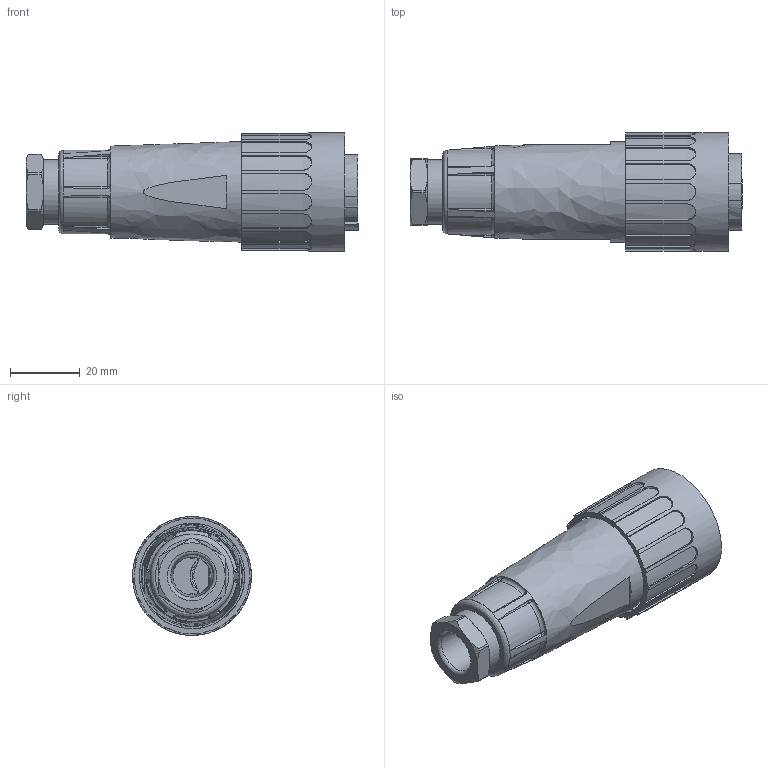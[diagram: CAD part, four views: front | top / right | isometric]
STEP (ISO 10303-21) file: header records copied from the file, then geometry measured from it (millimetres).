
FILE_DESCRIPTION((''),'2;1');
FILE_NAME('C016_10E014_002_1_3D_Modell.stp', '2012-12-07T12:54:00',('User'),('SDRC'),'I-DEAS Master Series','UNIX','Yes');
FILE_SCHEMA(('CONFIG_CONTROL_DESIGN', 'GEOMETRIC_VALIDATION_PROPERTIES_MIM','SHAPE_APPEARANCE_LAYER_MIM'));
Length unit declared in the file: millimetre
Assembly tree (13 placements, depth 0):
Bounding box: 95 x 33.99 x 34 mm (x, y, z)
Volume: 38269.7 mm3; surface area: 32989.5 mm2
Topology: 13 solids, 13 shells, 697 faces, 1763 edges, 1131 vertices
Faces by surface type: bspline 697
Entity records: 25108 total; most frequent: CARTESIAN_POINT 11886, ORIENTED_EDGE 3444, EDGE_CURVE 1722, VERTEX_POINT 1110, OVER_RIDING_STYLED_ITEM 869, B_SPLINE_CURVE_WITH_KNOTS 773, EDGE_LOOP 762, FACE_OUTER_BOUND 684
